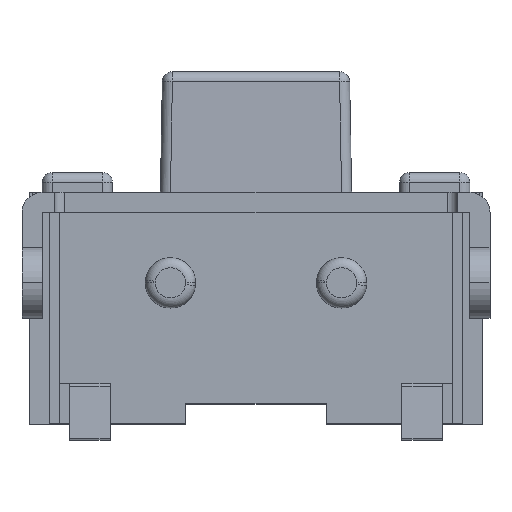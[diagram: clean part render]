
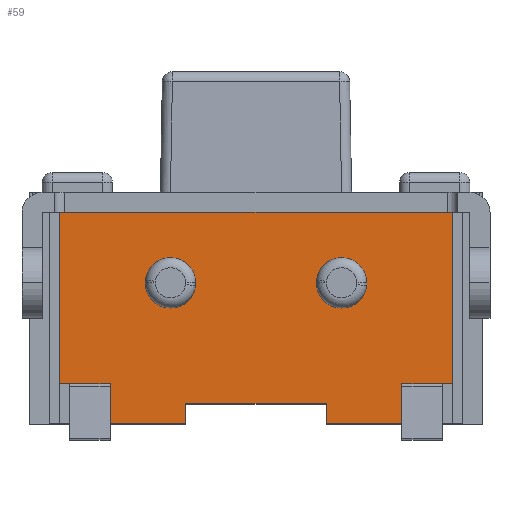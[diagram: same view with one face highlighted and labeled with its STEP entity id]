
A CAD part, top view. The second image highlights one B-rep face of the part: STEP entity #59.
In plain terms, the highlighted planar face has unit normal (0, 0, 1).
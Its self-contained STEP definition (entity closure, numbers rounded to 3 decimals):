
#59=ADVANCED_FACE('',(#739,#740,#741),#742,.T.);
#739=FACE_OUTER_BOUND('',#2097,.T.);
#740=FACE_BOUND('',#2098,.T.);
#741=FACE_BOUND('',#2099,.T.);
#742=PLANE('',#2100);
#2097=EDGE_LOOP('',(#3534,#3535,#3536,#3537,#3538,#3539,#3540,#3541,#3542,#3543,#3544,#3545,#3546,#3547));
#2098=EDGE_LOOP('',(#3548,#3549));
#2099=EDGE_LOOP('',(#3550,#3551));
#2100=AXIS2_PLACEMENT_3D('',#3552,#3553,#3554);
#3534=ORIENTED_EDGE('',*,*,#9220,.F.);
#3535=ORIENTED_EDGE('',*,*,#9221,.F.);
#3536=ORIENTED_EDGE('',*,*,#9222,.T.);
#3537=ORIENTED_EDGE('',*,*,#9223,.F.);
#3538=ORIENTED_EDGE('',*,*,#9224,.T.);
#3539=ORIENTED_EDGE('',*,*,#9225,.T.);
#3540=ORIENTED_EDGE('',*,*,#9226,.F.);
#3541=ORIENTED_EDGE('',*,*,#9227,.T.);
#3542=ORIENTED_EDGE('',*,*,#9228,.T.);
#3543=ORIENTED_EDGE('',*,*,#9229,.F.);
#3544=ORIENTED_EDGE('',*,*,#9230,.F.);
#3545=ORIENTED_EDGE('',*,*,#9219,.F.);
#3546=ORIENTED_EDGE('',*,*,#9231,.T.);
#3547=ORIENTED_EDGE('',*,*,#9232,.F.);
#3548=ORIENTED_EDGE('',*,*,#9233,.F.);
#3549=ORIENTED_EDGE('',*,*,#9234,.F.);
#3550=ORIENTED_EDGE('',*,*,#9235,.F.);
#3551=ORIENTED_EDGE('',*,*,#9236,.F.);
#3552=CARTESIAN_POINT('',(-1.95,0.0,1.7));
#3553=DIRECTION('',(0.0,0.0,1.0));
#3554=DIRECTION('',(1.0,0.0,0.0));
#9219=EDGE_CURVE('',#11141,#11126,#11143,.T.);
#9220=EDGE_CURVE('',#11144,#11145,#11146,.T.);
#9221=EDGE_CURVE('',#11147,#11144,#11148,.T.);
#9222=EDGE_CURVE('',#11147,#11149,#11150,.T.);
#9223=EDGE_CURVE('',#11151,#11149,#11152,.T.);
#9224=EDGE_CURVE('',#11151,#11153,#11154,.T.);
#9225=EDGE_CURVE('',#11153,#11155,#11156,.T.);
#9226=EDGE_CURVE('',#11157,#11155,#11158,.T.);
#9227=EDGE_CURVE('',#11157,#11159,#11160,.T.);
#9228=EDGE_CURVE('',#11159,#11161,#11162,.T.);
#9229=EDGE_CURVE('',#11163,#11161,#11164,.T.);
#9230=EDGE_CURVE('',#11126,#11163,#11165,.T.);
#9231=EDGE_CURVE('',#11141,#11166,#11167,.T.);
#9232=EDGE_CURVE('',#11145,#11166,#11168,.T.);
#9233=EDGE_CURVE('',#11169,#11170,#11171,.T.);
#9234=EDGE_CURVE('',#11170,#11169,#11172,.T.);
#9235=EDGE_CURVE('',#11173,#11174,#11175,.T.);
#9236=EDGE_CURVE('',#11174,#11173,#11176,.T.);
#11126=VERTEX_POINT('',#14245);
#11141=VERTEX_POINT('',#14268);
#11143=LINE('',#14271,#14272);
#11144=VERTEX_POINT('',#14273);
#11145=VERTEX_POINT('',#14274);
#11146=LINE('',#14275,#14276);
#11147=VERTEX_POINT('',#14277);
#11148=LINE('',#14278,#14279);
#11149=VERTEX_POINT('',#14280);
#11150=LINE('',#14281,#14282);
#11151=VERTEX_POINT('',#14283);
#11152=LINE('',#14284,#14285);
#11153=VERTEX_POINT('',#14286);
#11154=LINE('',#14287,#14288);
#11155=VERTEX_POINT('',#14289);
#11156=LINE('',#14290,#14291);
#11157=VERTEX_POINT('',#14292);
#11158=LINE('',#14293,#14294);
#11159=VERTEX_POINT('',#14295);
#11160=LINE('',#14296,#14297);
#11161=VERTEX_POINT('',#14298);
#11162=LINE('',#14299,#14300);
#11163=VERTEX_POINT('',#14301);
#11164=LINE('',#14302,#14303);
#11165=LINE('',#14304,#14305);
#11166=VERTEX_POINT('',#14306);
#11167=LINE('',#14307,#14308);
#11168=LINE('',#14309,#14310);
#11169=VERTEX_POINT('',#14311);
#11170=VERTEX_POINT('',#14312);
#11171=CIRCLE('',#14313,0.25);
#11172=CIRCLE('',#14314,0.25);
#11173=VERTEX_POINT('',#14315);
#11174=VERTEX_POINT('',#14316);
#11175=CIRCLE('',#14317,0.25);
#11176=CIRCLE('',#14318,0.25);
#14245=CARTESIAN_POINT('',(-0.7,0.2,1.7));
#14268=CARTESIAN_POINT('',(0.7,0.2,1.7));
#14271=CARTESIAN_POINT('',(0.7,0.2,1.7));
#14272=VECTOR('',#19101,1.4);
#14273=CARTESIAN_POINT('',(1.45,0.33,1.7));
#14274=CARTESIAN_POINT('',(1.45,0.0,1.7));
#14275=CARTESIAN_POINT('',(1.45,0.33,1.7));
#14276=VECTOR('',#19102,0.33);
#14277=CARTESIAN_POINT('',(1.45,0.4,1.7));
#14278=CARTESIAN_POINT('',(1.45,0.4,1.7));
#14279=VECTOR('',#19103,0.07);
#14280=CARTESIAN_POINT('',(1.95,0.4,1.7));
#14281=CARTESIAN_POINT('',(1.45,0.4,1.7));
#14282=VECTOR('',#19104,0.5);
#14283=CARTESIAN_POINT('',(1.95,2.1,1.7));
#14284=CARTESIAN_POINT('',(1.95,2.1,1.7));
#14285=VECTOR('',#19105,1.7);
#14286=CARTESIAN_POINT('',(-1.95,2.1,1.7));
#14287=CARTESIAN_POINT('',(1.95,2.1,1.7));
#14288=VECTOR('',#19106,3.9);
#14289=CARTESIAN_POINT('',(-1.95,0.4,1.7));
#14290=CARTESIAN_POINT('',(-1.95,2.1,1.7));
#14291=VECTOR('',#19107,1.7);
#14292=CARTESIAN_POINT('',(-1.45,0.4,1.7));
#14293=CARTESIAN_POINT('',(-1.45,0.4,1.7));
#14294=VECTOR('',#19108,0.5);
#14295=CARTESIAN_POINT('',(-1.45,0.33,1.7));
#14296=CARTESIAN_POINT('',(-1.45,0.4,1.7));
#14297=VECTOR('',#19109,0.07);
#14298=CARTESIAN_POINT('',(-1.45,0.0,1.7));
#14299=CARTESIAN_POINT('',(-1.45,0.33,1.7));
#14300=VECTOR('',#19110,0.33);
#14301=CARTESIAN_POINT('',(-0.7,0.0,1.7));
#14302=CARTESIAN_POINT('',(-0.7,0.0,1.7));
#14303=VECTOR('',#19111,0.75);
#14304=CARTESIAN_POINT('',(-0.7,0.2,1.7));
#14305=VECTOR('',#19112,0.2);
#14306=CARTESIAN_POINT('',(0.7,0.0,1.7));
#14307=CARTESIAN_POINT('',(0.7,0.2,1.7));
#14308=VECTOR('',#19113,0.2);
#14309=CARTESIAN_POINT('',(1.45,0.0,1.7));
#14310=VECTOR('',#19114,0.75);
#14311=CARTESIAN_POINT('',(0.6,1.4,1.7));
#14312=CARTESIAN_POINT('',(1.1,1.4,1.7));
#14313=AXIS2_PLACEMENT_3D('',#19115,#19116,#19117);
#14314=AXIS2_PLACEMENT_3D('',#19118,#19119,#19120);
#14315=CARTESIAN_POINT('',(-1.1,1.4,1.7));
#14316=CARTESIAN_POINT('',(-0.6,1.4,1.7));
#14317=AXIS2_PLACEMENT_3D('',#19121,#19122,#19123);
#14318=AXIS2_PLACEMENT_3D('',#19124,#19125,#19126);
#19101=DIRECTION('',(-1.0,0.0,0.0));
#19102=DIRECTION('',(0.0,-1.0,0.0));
#19103=DIRECTION('',(0.0,-1.0,0.0));
#19104=DIRECTION('',(1.0,0.0,0.0));
#19105=DIRECTION('',(0.0,-1.0,0.0));
#19106=DIRECTION('',(-1.0,0.0,0.0));
#19107=DIRECTION('',(0.0,-1.0,0.0));
#19108=DIRECTION('',(-1.0,0.0,0.0));
#19109=DIRECTION('',(0.0,-1.0,0.0));
#19110=DIRECTION('',(0.0,-1.0,0.0));
#19111=DIRECTION('',(-1.0,0.0,0.0));
#19112=DIRECTION('',(0.0,-1.0,0.0));
#19113=DIRECTION('',(0.0,-1.0,0.0));
#19114=DIRECTION('',(-1.0,0.0,0.0));
#19115=CARTESIAN_POINT('',(0.85,1.4,1.7));
#19116=DIRECTION('',(0.0,0.0,1.0));
#19117=DIRECTION('',(-1.0,0.0,0.0));
#19118=CARTESIAN_POINT('',(0.85,1.4,1.7));
#19119=DIRECTION('',(0.0,0.0,1.0));
#19120=DIRECTION('',(1.0,0.0,0.0));
#19121=CARTESIAN_POINT('',(-0.85,1.4,1.7));
#19122=DIRECTION('',(0.0,0.0,1.0));
#19123=DIRECTION('',(-1.0,0.0,0.0));
#19124=CARTESIAN_POINT('',(-0.85,1.4,1.7));
#19125=DIRECTION('',(0.0,0.0,1.0));
#19126=DIRECTION('',(1.0,0.0,0.0));
